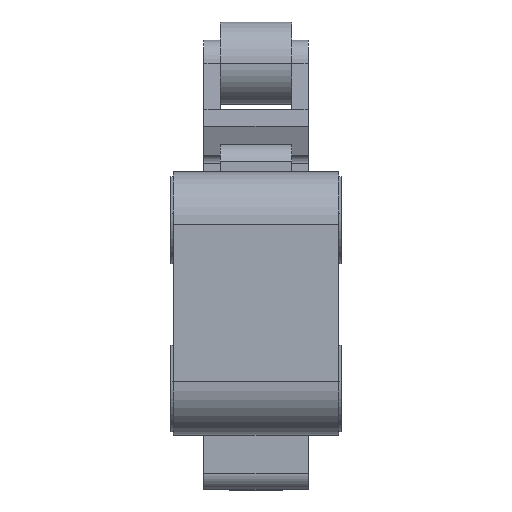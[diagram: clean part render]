
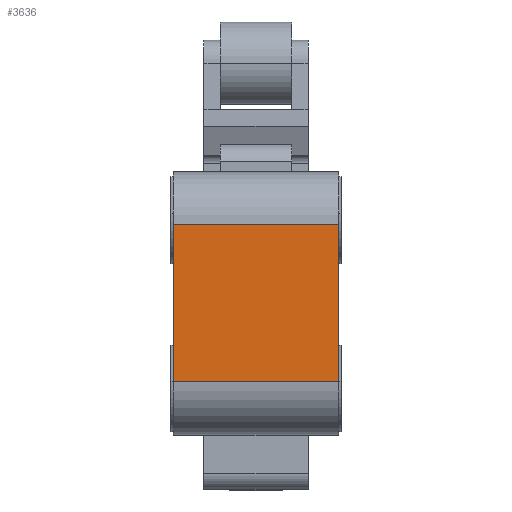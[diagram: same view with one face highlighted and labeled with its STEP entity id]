
A CAD part, top view. The second image highlights one B-rep face of the part: STEP entity #3636.
In plain terms, the highlighted planar face has unit normal (0, 0, 1).
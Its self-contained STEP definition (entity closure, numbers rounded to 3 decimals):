
#91 = VECTOR ( 'NONE', #1305, 1000. ) ;
#97 = EDGE_CURVE ( 'NONE', #2355, #1082, #3129, .T. ) ;
#156 = DIRECTION ( 'NONE',  ( 0., 1., 0. ) ) ;
#228 = PLANE ( 'NONE',  #2638 ) ;
#304 = DIRECTION ( 'NONE',  ( 0., -1., 0. ) ) ;
#307 = VERTEX_POINT ( 'NONE', #2249 ) ;
#329 = LINE ( 'NONE', #607, #3391 ) ;
#607 = CARTESIAN_POINT ( 'NONE',  ( 5., 4.75, 13.9 ) ) ;
#987 = CARTESIAN_POINT ( 'NONE',  ( -5., 4.75, 13.9 ) ) ;
#1082 = VERTEX_POINT ( 'NONE', #987 ) ;
#1148 = LINE ( 'NONE', #2924, #2150 ) ;
#1209 = ORIENTED_EDGE ( 'NONE', *, *, #97, .T. ) ;
#1305 = DIRECTION ( 'NONE',  ( -1., 0., 0. ) ) ;
#1309 = EDGE_CURVE ( 'NONE', #2355, #307, #329, .T. ) ;
#1412 = VECTOR ( 'NONE', #2346, 1000. ) ;
#1592 = EDGE_LOOP ( 'NONE', ( #3616, #2734, #2439, #1209 ) ) ;
#1867 = CARTESIAN_POINT ( 'NONE',  ( -5., -4.75, 13.9 ) ) ;
#2041 = CARTESIAN_POINT ( 'NONE',  ( 5., 4.75, 13.9 ) ) ;
#2150 = VECTOR ( 'NONE', #304, 1000. ) ;
#2189 = FACE_OUTER_BOUND ( 'NONE', #1592, .T. ) ;
#2249 = CARTESIAN_POINT ( 'NONE',  ( 5., -4.75, 13.9 ) ) ;
#2259 = EDGE_CURVE ( 'NONE', #1082, #2404, #1148, .T. ) ;
#2327 = CARTESIAN_POINT ( 'NONE',  ( 5., 4.75, 13.9 ) ) ;
#2346 = DIRECTION ( 'NONE',  ( -1., 0., 0. ) ) ;
#2350 = DIRECTION ( 'NONE',  ( 0., -1., 0. ) ) ;
#2355 = VERTEX_POINT ( 'NONE', #2327 ) ;
#2404 = VERTEX_POINT ( 'NONE', #1867 ) ;
#2439 = ORIENTED_EDGE ( 'NONE', *, *, #1309, .F. ) ;
#2638 = AXIS2_PLACEMENT_3D ( 'NONE', #3682, #3323, #156 ) ;
#2716 = LINE ( 'NONE', #3612, #91 ) ;
#2734 = ORIENTED_EDGE ( 'NONE', *, *, #3534, .F. ) ;
#2924 = CARTESIAN_POINT ( 'NONE',  ( -5., 4.75, 13.9 ) ) ;
#3129 = LINE ( 'NONE', #2041, #1412 ) ;
#3323 = DIRECTION ( 'NONE',  ( 0., 0., -1. ) ) ;
#3391 = VECTOR ( 'NONE', #2350, 1000. ) ;
#3534 = EDGE_CURVE ( 'NONE', #307, #2404, #2716, .T. ) ;
#3612 = CARTESIAN_POINT ( 'NONE',  ( 5., -4.75, 13.9 ) ) ;
#3616 = ORIENTED_EDGE ( 'NONE', *, *, #2259, .T. ) ;
#3636 = ADVANCED_FACE ( 'NONE', ( #2189 ), #228, .F. ) ;
#3682 = CARTESIAN_POINT ( 'NONE',  ( 5., 4.75, 13.9 ) ) ;
